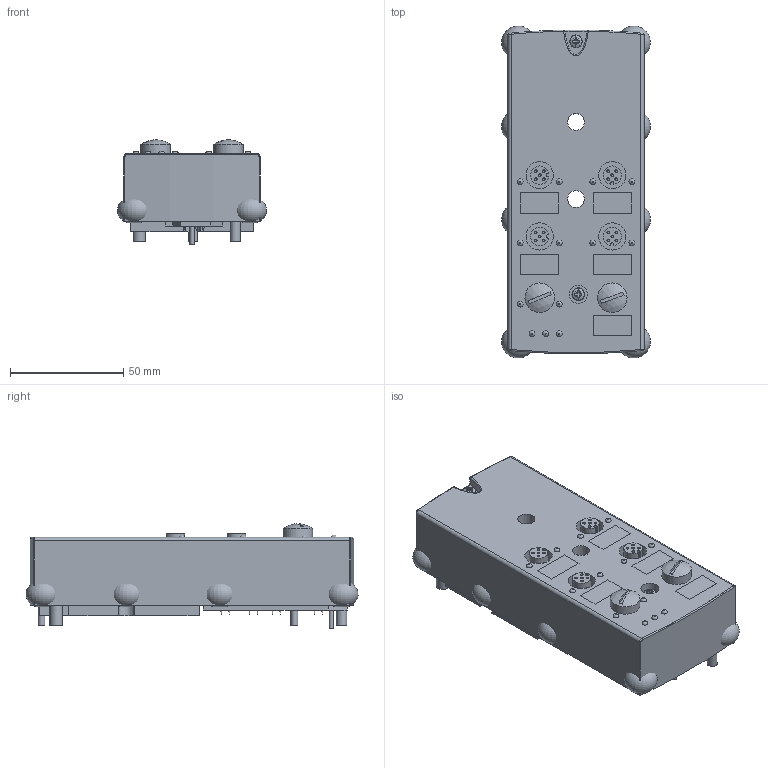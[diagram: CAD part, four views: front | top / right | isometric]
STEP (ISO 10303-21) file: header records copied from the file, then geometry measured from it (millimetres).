
FILE_DESCRIPTION(/* description */ ('Alibre Inc.'),/* implementation_level */ '2;1');
FILE_NAME(/* name */ 'export-28C891E2-0C71-43AD-AB76-76CD1FA837CE',/* time_stamp */ '2021-04-14T11:39:01+02:00',/* author */ (''),/* organization */ (''),/* preprocessor_version */ 'ST-DEVELOPER v17',/* originating_system */ 'Alibre',/* authorisation */ '');
FILE_SCHEMA (('AUTOMOTIVE_DESIGN'));
Length unit declared in the file: centimetre
Products named in the file (9): BENE INOX | 210216-3X30
Bounding box: 65.6 x 146.32 x 45.98 mm (x, y, z)
Volume: 284217.8 mm3; surface area: 69526.6 mm2
Topology: 36 solids, 38 shells, 914 faces, 2347 edges, 1548 vertices
Faces by surface type: cylinder 370, plane 368, cone 88, torus 69, sphere 10, bspline 8, extrusion 1
Full cylindrical faces by diameter (mm): 1.2 x20, 2 x1, 2.5 x39, 3 x11, 4 x1, 4.5 x1, 5.5 x1, 6 x8, 7.5 x4, 8 x4, 12 x14, 13 x2
Entity records: 12911 total; most frequent: CARTESIAN_POINT 3661, DIRECTION 1787, ORIENTED_EDGE 1662, EDGE_CURVE 831, AXIS2_PLACEMENT_3D 780, VERTEX_POINT 616, FACE_BOUND 603, EDGE_LOOP 587
